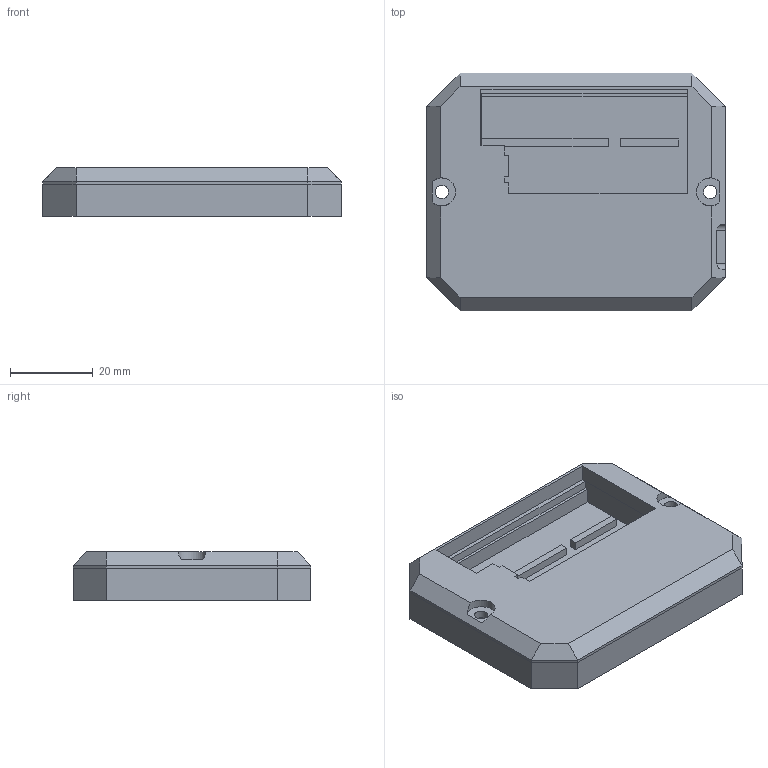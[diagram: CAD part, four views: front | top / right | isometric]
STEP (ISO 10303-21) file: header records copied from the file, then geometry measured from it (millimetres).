
FILE_DESCRIPTION(/* description */ (''),/* implementation_level */ '2;1');
FILE_NAME(/* name */ 'Pico PWM Hub v4.step',/* time_stamp */ '2023-01-21T17:11:42Z',/* author */ (''),/* organization */ (''),/* preprocessor_version */ 'ST-DEVELOPER v19.2',/* originating_system */ 'Autodesk Translation Framework v11.17.0.187',/* authorisation */ '');
FILE_SCHEMA (('AUTOMOTIVE_DESIGN { 1 0 10303 214 3 1 1 }'));
Length unit declared in the file: millimetre
Products named in the file (1): Pico PWM Hub
Bounding box: 71.9 x 57.25 x 11.75 mm (x, y, z)
Volume: 24897.8 mm3; surface area: 18416.7 mm2
Topology: 2 solids, 2 shells, 118 faces, 325 edges, 213 vertices
Faces by surface type: plane 108, cylinder 10
Full cylindrical faces by diameter (mm): 3.2 x4
Entity records: 3739 total; most frequent: CARTESIAN_POINT 657, ORIENTED_EDGE 650, DIRECTION 589, EDGE_CURVE 325, LINE 299, VECTOR 299, VERTEX_POINT 213, AXIS2_PLACEMENT_3D 145
